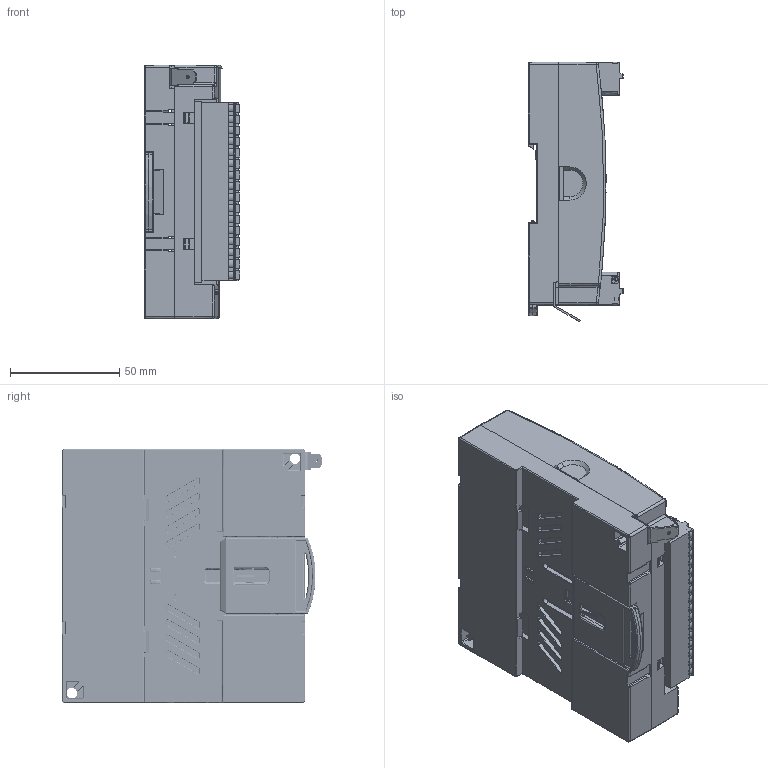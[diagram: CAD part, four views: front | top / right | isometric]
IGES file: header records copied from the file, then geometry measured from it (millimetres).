
Global section: file name: RCC; native system: Autodesk Inventor 2014; preprocessor: unknown; author: sbrock; date: 20140613.085328; units: inch
Bounding box: 43.72 x 118.77 x 116 mm (x, y, z)
Volume: 176177.7 mm3; surface area: 152056.3 mm2
Topology: 13 solids, 13 shells, 4518 faces, 11990 edges, 7650 vertices
Faces by surface type: bspline 4518
